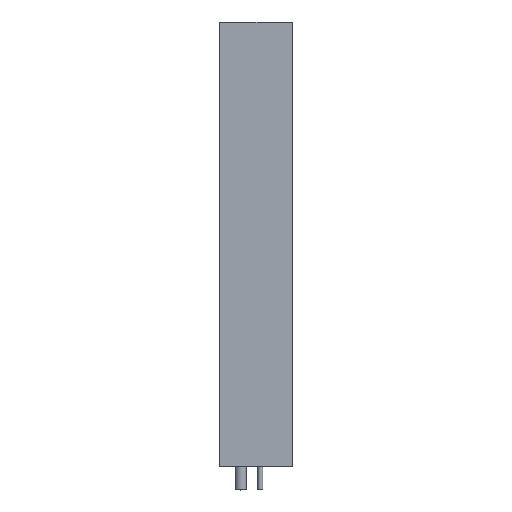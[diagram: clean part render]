
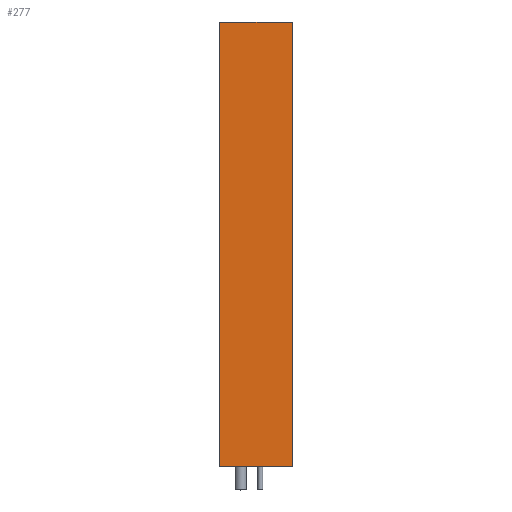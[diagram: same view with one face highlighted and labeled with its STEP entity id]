
A CAD part, top view. The second image highlights one B-rep face of the part: STEP entity #277.
In plain terms, the highlighted planar face has unit normal (0, 0, 1).
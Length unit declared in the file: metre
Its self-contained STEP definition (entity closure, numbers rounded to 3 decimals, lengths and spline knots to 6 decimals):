
#277 = ADVANCED_FACE( '', ( #905 ), #906, .F. );
#905 = FACE_OUTER_BOUND( '', #1636, .T. );
#906 = PLANE( '', #1637 );
#1636 = EDGE_LOOP( '', ( #3729, #3730, #3731, #3732 ) );
#1637 = AXIS2_PLACEMENT_3D( '', #3733, #3734, #3735 );
#3729 = ORIENTED_EDGE( '', *, *, #4745, .T. );
#3730 = ORIENTED_EDGE( '', *, *, #4749, .F. );
#3731 = ORIENTED_EDGE( '', *, *, #4753, .F. );
#3732 = ORIENTED_EDGE( '', *, *, #5054, .T. );
#3733 = CARTESIAN_POINT( '', ( -0.0355, 0.4689, 0. ) );
#3734 = DIRECTION( '', ( 0., 0., -1. ) );
#3735 = DIRECTION( '', ( 0., 1., 0. ) );
#4745 = EDGE_CURVE( '', #5815, #5813, #5816, .T. );
#4749 = EDGE_CURVE( '', #5820, #5813, #5822, .T. );
#4753 = EDGE_CURVE( '', #5828, #5820, #5830, .T. );
#5054 = EDGE_CURVE( '', #5828, #5815, #6342, .T. );
#5813 = VERTEX_POINT( '', #7369 );
#5815 = VERTEX_POINT( '', #7372 );
#5816 = LINE( '', #7373, #7374 );
#5820 = VERTEX_POINT( '', #7380 );
#5822 = LINE( '', #7383, #7384 );
#5828 = VERTEX_POINT( '', #7391 );
#5830 = LINE( '', #7394, #7395 );
#6342 = LINE( '', #8111, #8112 );
#7369 = CARTESIAN_POINT( '', ( 0.0405, 0.0011, 0. ) );
#7372 = CARTESIAN_POINT( '', ( -0.0355, 0.0011, 0. ) );
#7373 = CARTESIAN_POINT( '', ( -0.0355, 0.0011, 0. ) );
#7374 = VECTOR( '', #9207, 1. );
#7380 = CARTESIAN_POINT( '', ( 0.0405, 0.4689, 0. ) );
#7383 = CARTESIAN_POINT( '', ( 0.0405, 0.4689, 0. ) );
#7384 = VECTOR( '', #9211, 1. );
#7391 = CARTESIAN_POINT( '', ( -0.0355, 0.4689, 0. ) );
#7394 = CARTESIAN_POINT( '', ( -0.0355, 0.4689, 0. ) );
#7395 = VECTOR( '', #9217, 1. );
#8111 = CARTESIAN_POINT( '', ( -0.0355, 0.4689, 0. ) );
#8112 = VECTOR( '', #9710, 1. );
#9207 = DIRECTION( '', ( 1., 0., 0. ) );
#9211 = DIRECTION( '', ( 0., -1., 0. ) );
#9217 = DIRECTION( '', ( 1., 0., 0. ) );
#9710 = DIRECTION( '', ( 0., -1., 0. ) );
